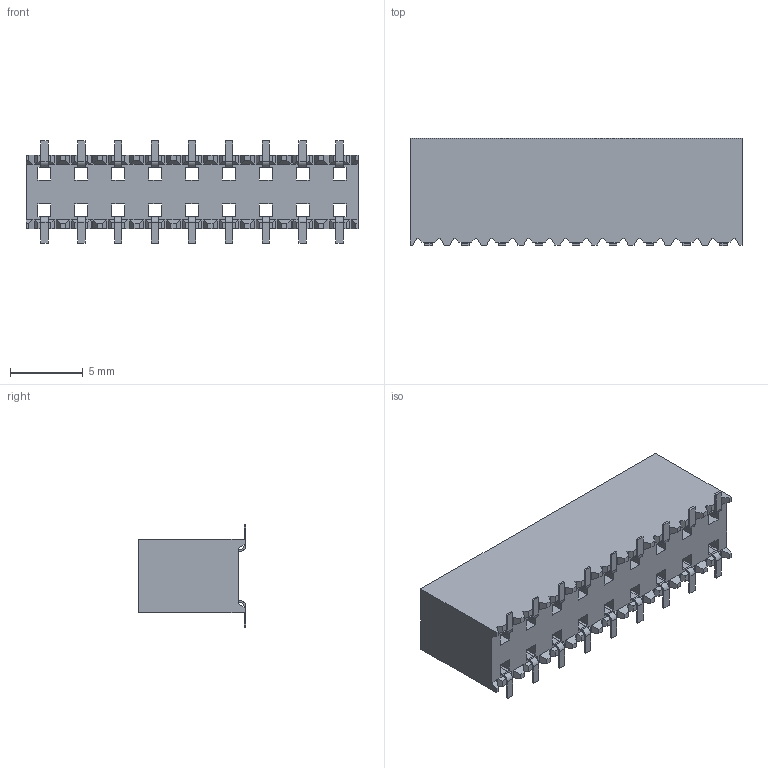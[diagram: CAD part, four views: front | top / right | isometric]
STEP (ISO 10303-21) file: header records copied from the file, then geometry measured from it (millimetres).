
FILE_DESCRIPTION( ( 'STEP AP214' ), '1' );
FILE_NAME( 'SSM-109-L-DV.stp', '2018-10-31T04:27:01', ( '' ), ( '' ), ' ', 'PARTsolutions', ' ' );
FILE_SCHEMA( ( 'AUTOMOTIVE_DESIGN { 1 0 10303 214 1 1 1 1 }' ) );
Length unit declared in the file: inch
Products named in the file (3): SSM-109-L-DV; _SSM-109-L-DV_body; _C-137-019
Assembly tree (2 placements, depth 2):
  SSM-109-L-DV
    _SSM-109-L-DV_body
    _C-137-019
Bounding box: 22.86 x 7.42 x 7.04 mm (x, y, z)
Volume: 705.9 mm3; surface area: 1253 mm2
Topology: 2 solids, 2 shells, 437 faces, 1296 edges, 864 vertices
Faces by surface type: plane 401, cylinder 36
Entity records: 18032 total; most frequent: CARTESIAN_POINT 2600, ORIENTED_EDGE 2592, DIRECTION 2248, EDGE_CURVE 1296, LINE 1224, VECTOR 1224, VERTEX_POINT 864, AXIS2_PLACEMENT_3D 512
